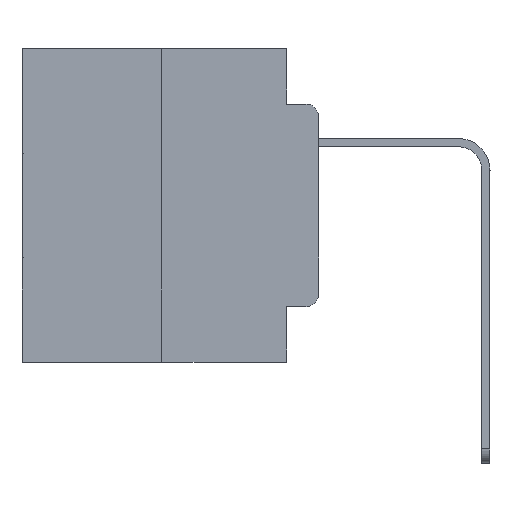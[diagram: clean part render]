
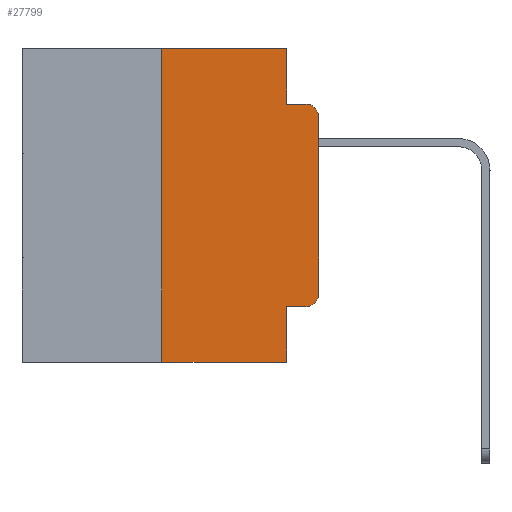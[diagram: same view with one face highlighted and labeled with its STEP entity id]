
A CAD part, left-side view. The second image highlights one B-rep face of the part: STEP entity #27799.
In plain terms, the highlighted planar face has unit normal (-1, 0, 0).
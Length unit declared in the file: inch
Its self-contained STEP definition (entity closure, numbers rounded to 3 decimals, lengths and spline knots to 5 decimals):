
#12 = DIRECTION ( 'NONE',  ( -1., 0., 0. ) ) ;
#999 = CARTESIAN_POINT ( 'NONE',  ( 0., 0.25, 0. ) ) ;
#1897 = ORIENTED_EDGE ( 'NONE', *, *, #24509, .F. ) ;
#1925 = EDGE_CURVE ( 'NONE', #19218, #27000, #7109, .T. ) ;
#2425 = VECTOR ( 'NONE', #6989, 39.37008 ) ;
#2744 = EDGE_CURVE ( 'NONE', #23368, #12755, #17465, .T. ) ;
#2993 = ORIENTED_EDGE ( 'NONE', *, *, #17940, .F. ) ;
#3145 = CARTESIAN_POINT ( 'NONE',  ( 0., 0.02, -0.0885 ) ) ;
#3487 = CARTESIAN_POINT ( 'NONE',  ( 0., 0.051, -0.0885 ) ) ;
#3758 = DIRECTION ( 'NONE',  ( 0., -1., 0. ) ) ;
#4269 = AXIS2_PLACEMENT_3D ( 'NONE', #19826, #12, #19721 ) ;
#4393 = LINE ( 'NONE', #11187, #5792 ) ;
#4475 = LINE ( 'NONE', #17830, #2425 ) ;
#5027 = CARTESIAN_POINT ( 'NONE',  ( 0., 0., 0. ) ) ;
#5355 = VERTEX_POINT ( 'NONE', #14556 ) ;
#5381 = CARTESIAN_POINT ( 'NONE',  ( 0., 0.051, -0.0885 ) ) ;
#5779 = LINE ( 'NONE', #28020, #17794 ) ;
#5792 = VECTOR ( 'NONE', #13100, 39.37008 ) ;
#6234 = CARTESIAN_POINT ( 'NONE',  ( 0., 0.473, 0. ) ) ;
#6640 = DIRECTION ( 'NONE',  ( 0., 0., 1. ) ) ;
#6847 = LINE ( 'NONE', #5027, #8879 ) ;
#6989 = DIRECTION ( 'NONE',  ( 0., 0., -1. ) ) ;
#7109 = CIRCLE ( 'NONE', #26758, 0.02 ) ;
#7306 = VERTEX_POINT ( 'NONE', #10798 ) ;
#7596 = VERTEX_POINT ( 'NONE', #13622 ) ;
#7890 = FACE_OUTER_BOUND ( 'NONE', #25879, .T. ) ;
#7906 = AXIS2_PLACEMENT_3D ( 'NONE', #6234, #18987, #28288 ) ;
#8371 = VERTEX_POINT ( 'NONE', #5381 ) ;
#8496 = VECTOR ( 'NONE', #6640, 39.37008 ) ;
#8879 = VECTOR ( 'NONE', #26789, 39.37008 ) ;
#8963 = CIRCLE ( 'NONE', #4269, 0.02 ) ;
#10430 = DIRECTION ( 'NONE',  ( 0., -1., 0. ) ) ;
#10798 = CARTESIAN_POINT ( 'NONE',  ( 0., 0.051, 0. ) ) ;
#11187 = CARTESIAN_POINT ( 'NONE',  ( 0., 0.051, 0. ) ) ;
#11412 = CARTESIAN_POINT ( 'NONE',  ( 0., 0.25, -0.5 ) ) ;
#11975 = DIRECTION ( 'NONE',  ( -1., 0., 0. ) ) ;
#12069 = CARTESIAN_POINT ( 'NONE',  ( 0., 0.02, -0.1085 ) ) ;
#12755 = VERTEX_POINT ( 'NONE', #27066 ) ;
#12775 = DIRECTION ( 'NONE',  ( 0., -1., 0. ) ) ;
#12816 = LINE ( 'NONE', #14757, #26298 ) ;
#12844 = ORIENTED_EDGE ( 'NONE', *, *, #23384, .T. ) ;
#13100 = DIRECTION ( 'NONE',  ( 0., 0., -1. ) ) ;
#13166 = ORIENTED_EDGE ( 'NONE', *, *, #23819, .F. ) ;
#13622 = CARTESIAN_POINT ( 'NONE',  ( 0., 0.051, -0.5 ) ) ;
#13863 = VERTEX_POINT ( 'NONE', #999 ) ;
#14556 = CARTESIAN_POINT ( 'NONE',  ( 0., 0., -0.3915 ) ) ;
#14692 = LINE ( 'NONE', #3487, #24694 ) ;
#14757 = CARTESIAN_POINT ( 'NONE',  ( 0., 0.473, -0.5 ) ) ;
#14856 = PLANE ( 'NONE',  #7906 ) ;
#15103 = ORIENTED_EDGE ( 'NONE', *, *, #2744, .T. ) ;
#15753 = EDGE_CURVE ( 'NONE', #20856, #7596, #12816, .T. ) ;
#16570 = EDGE_CURVE ( 'NONE', #12755, #5355, #8963, .T. ) ;
#17332 = ORIENTED_EDGE ( 'NONE', *, *, #28362, .F. ) ;
#17465 = LINE ( 'NONE', #23595, #27861 ) ;
#17476 = ORIENTED_EDGE ( 'NONE', *, *, #1925, .T. ) ;
#17794 = VECTOR ( 'NONE', #21516, 39.37008 ) ;
#17830 = CARTESIAN_POINT ( 'NONE',  ( 0., 0.051, 0. ) ) ;
#17940 = EDGE_CURVE ( 'NONE', #7306, #8371, #4475, .T. ) ;
#18987 = DIRECTION ( 'NONE',  ( 1., 0., 0. ) ) ;
#19218 = VERTEX_POINT ( 'NONE', #22910 ) ;
#19721 = DIRECTION ( 'NONE',  ( 0., 0., -1. ) ) ;
#19826 = CARTESIAN_POINT ( 'NONE',  ( 0., 0.02, -0.3915 ) ) ;
#20856 = VERTEX_POINT ( 'NONE', #11412 ) ;
#21131 = ORIENTED_EDGE ( 'NONE', *, *, #15753, .T. ) ;
#21146 = ORIENTED_EDGE ( 'NONE', *, *, #16570, .T. ) ;
#21471 = ORIENTED_EDGE ( 'NONE', *, *, #24241, .F. ) ;
#21516 = DIRECTION ( 'NONE',  ( 0., -1., 0. ) ) ;
#22910 = CARTESIAN_POINT ( 'NONE',  ( 0., 0., -0.1085 ) ) ;
#23368 = VERTEX_POINT ( 'NONE', #24366 ) ;
#23384 = EDGE_CURVE ( 'NONE', #5355, #19218, #6847, .T. ) ;
#23595 = CARTESIAN_POINT ( 'NONE',  ( 0., 0.051, -0.4115 ) ) ;
#23819 = EDGE_CURVE ( 'NONE', #13863, #7306, #5779, .T. ) ;
#24060 = CARTESIAN_POINT ( 'NONE',  ( 0., 0.25, 0. ) ) ;
#24241 = EDGE_CURVE ( 'NONE', #8371, #27000, #14692, .T. ) ;
#24366 = CARTESIAN_POINT ( 'NONE',  ( 0., 0.051, -0.4115 ) ) ;
#24509 = EDGE_CURVE ( 'NONE', #23368, #7596, #4393, .T. ) ;
#24694 = VECTOR ( 'NONE', #3758, 39.37008 ) ;
#24729 = LINE ( 'NONE', #24060, #8496 ) ;
#25380 = DIRECTION ( 'NONE',  ( 0., 0., -1. ) ) ;
#25879 = EDGE_LOOP ( 'NONE', ( #12844, #17476, #21471, #2993, #13166, #17332, #21131, #1897, #15103, #21146 ) ) ;
#26298 = VECTOR ( 'NONE', #10430, 39.37008 ) ;
#26758 = AXIS2_PLACEMENT_3D ( 'NONE', #12069, #11975, #25380 ) ;
#26789 = DIRECTION ( 'NONE',  ( 0., 0., 1. ) ) ;
#27000 = VERTEX_POINT ( 'NONE', #3145 ) ;
#27066 = CARTESIAN_POINT ( 'NONE',  ( 0., 0.02, -0.4115 ) ) ;
#27799 = ADVANCED_FACE ( 'NONE', ( #7890 ), #14856, .F. ) ;
#27861 = VECTOR ( 'NONE', #12775, 39.37008 ) ;
#28020 = CARTESIAN_POINT ( 'NONE',  ( 0., 0.473, 0. ) ) ;
#28288 = DIRECTION ( 'NONE',  ( 0., 0., -1. ) ) ;
#28362 = EDGE_CURVE ( 'NONE', #20856, #13863, #24729, .T. ) ;
